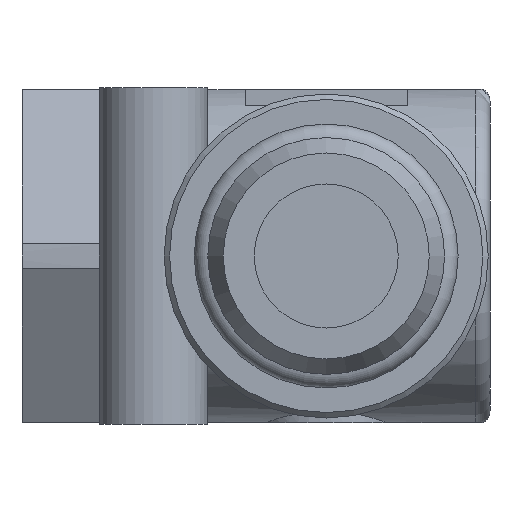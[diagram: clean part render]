
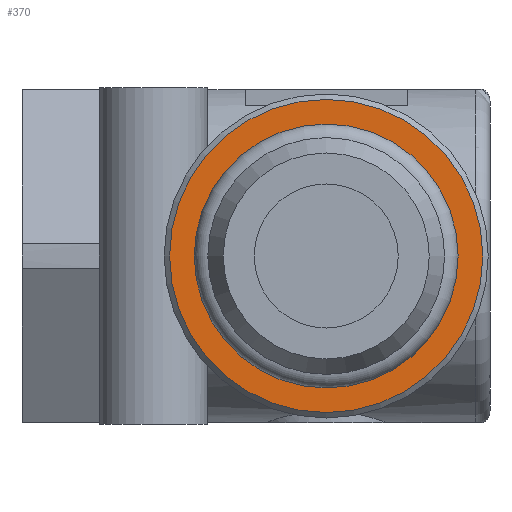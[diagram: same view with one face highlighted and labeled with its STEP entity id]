
A CAD part, left-side view. The second image highlights one B-rep face of the part: STEP entity #370.
In plain terms, the highlighted planar face has unit normal (-1, 0, 0).
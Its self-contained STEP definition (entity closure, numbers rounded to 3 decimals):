
#370 = ADVANCED_FACE( '', ( #805, #806 ), #807, .F. );
#805 = FACE_OUTER_BOUND( '', #1342, .T. );
#806 = FACE_BOUND( '', #1343, .T. );
#807 = PLANE( '', #1344 );
#1342 = EDGE_LOOP( '', ( #2104 ) );
#1343 = EDGE_LOOP( '', ( #2105 ) );
#1344 = AXIS2_PLACEMENT_3D( '', #2106, #2107, #2108 );
#2104 = ORIENTED_EDGE( '', *, *, #3076, .F. );
#2105 = ORIENTED_EDGE( '', *, *, #2883, .T. );
#2106 = CARTESIAN_POINT( '', ( 0., 6.44, 0. ) );
#2107 = DIRECTION( '', ( 1., 0., 0. ) );
#2108 = DIRECTION( '', ( 0., 0., -1. ) );
#2883 = EDGE_CURVE( '', #3358, #3358, #3359, .T. );
#3076 = EDGE_CURVE( '', #3671, #3671, #3672, .T. );
#3358 = VERTEX_POINT( '', #4044 );
#3359 = CIRCLE( '', #4045, 6.44 );
#3671 = VERTEX_POINT( '', #4936 );
#3672 = CIRCLE( '', #4937, 8.7 );
#4044 = CARTESIAN_POINT( '', ( 0., 0., -6.44 ) );
#4045 = AXIS2_PLACEMENT_3D( '', #5470, #5471, #5472 );
#4936 = CARTESIAN_POINT( '', ( 0., 0., -8.7 ) );
#4937 = AXIS2_PLACEMENT_3D( '', #5711, #5712, #5713 );
#5470 = CARTESIAN_POINT( '', ( 0., 0., 0. ) );
#5471 = DIRECTION( '', ( 1., 0., 0. ) );
#5472 = DIRECTION( '', ( 0., 0., -1. ) );
#5711 = CARTESIAN_POINT( '', ( 0., 0., 0. ) );
#5712 = DIRECTION( '', ( 1., 0., 0. ) );
#5713 = DIRECTION( '', ( 0., 0., -1. ) );
